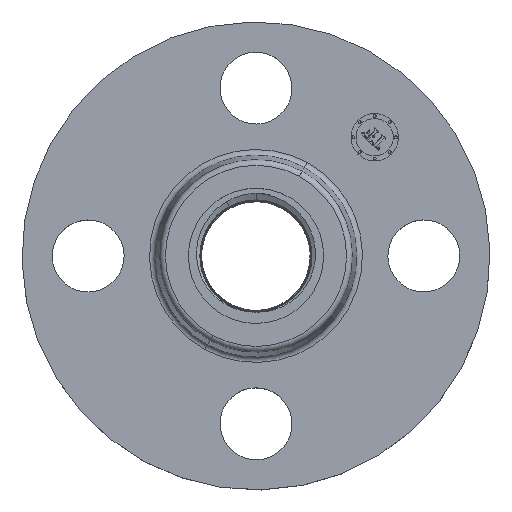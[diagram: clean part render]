
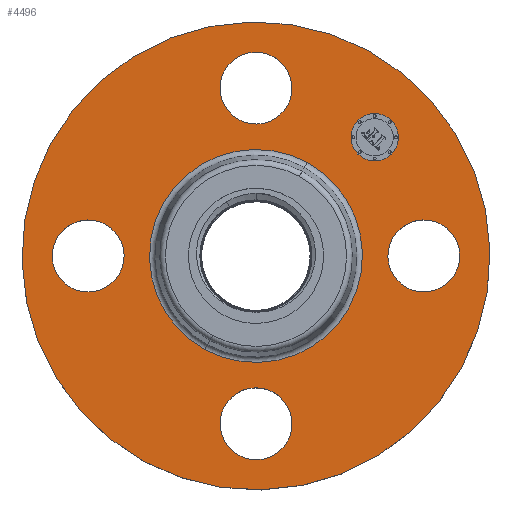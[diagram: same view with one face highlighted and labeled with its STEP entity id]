
A CAD part, top view. The second image highlights one B-rep face of the part: STEP entity #4496.
In plain terms, the highlighted planar face has unit normal (0, 0, 1).
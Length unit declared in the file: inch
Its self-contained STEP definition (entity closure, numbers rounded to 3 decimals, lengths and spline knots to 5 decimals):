
#434=AXIS2_PLACEMENT_3D('Circle Axis2P3D',#432,#433,$) ;
#446=AXIS2_PLACEMENT_3D('Circle Axis2P3D',#444,#445,$) ;
#470=AXIS2_PLACEMENT_3D('Circle Axis2P3D',#468,#469,$) ;
#489=AXIS2_PLACEMENT_3D('Circle Axis2P3D',#487,#488,$) ;
#506=AXIS2_PLACEMENT_3D('Circle Axis2P3D',#504,#505,$) ;
#541=AXIS2_PLACEMENT_3D('Circle Axis2P3D',#539,#540,$) ;
#663=AXIS2_PLACEMENT_3D('Circle Axis2P3D',#661,#662,$) ;
#675=AXIS2_PLACEMENT_3D('Circle Axis2P3D',#673,#674,$) ;
#706=AXIS2_PLACEMENT_3D('Circle Axis2P3D',#704,#705,$) ;
#718=AXIS2_PLACEMENT_3D('Circle Axis2P3D',#716,#717,$) ;
#749=AXIS2_PLACEMENT_3D('Circle Axis2P3D',#747,#748,$) ;
#761=AXIS2_PLACEMENT_3D('Circle Axis2P3D',#759,#760,$) ;
#4452=AXIS2_PLACEMENT_3D('Plane Axis2P3D',#4449,#4450,#4451) ;
#4480=AXIS2_PLACEMENT_3D('Circle Axis2P3D',#4478,#4479,$) ;
#4489=AXIS2_PLACEMENT_3D('Circle Axis2P3D',#4487,#4488,$) ;
#422=CARTESIAN_POINT('Vertex',(1.42091,0.17978,0.69)) ;
#429=CARTESIAN_POINT('Vertex',(2.07909,-0.17978,0.69)) ;
#432=CARTESIAN_POINT('Axis2P3D Location',(1.75,0.,0.69)) ;
#444=CARTESIAN_POINT('Axis2P3D Location',(1.75,0.,0.69)) ;
#465=CARTESIAN_POINT('Vertex',(1.1698,2.1413,0.69)) ;
#468=CARTESIAN_POINT('Axis2P3D Location',(0.,0.,0.69)) ;
#472=CARTESIAN_POINT('Vertex',(-1.1698,-2.1413,0.69)) ;
#487=CARTESIAN_POINT('Axis2P3D Location',(0.,0.,0.69)) ;
#504=CARTESIAN_POINT('Axis2P3D Location',(0.,0.,0.69)) ;
#508=CARTESIAN_POINT('Vertex',(0.53233,0.97442,0.69)) ;
#510=CARTESIAN_POINT('Vertex',(-0.53233,-0.97442,0.69)) ;
#539=CARTESIAN_POINT('Axis2P3D Location',(0.,0.,0.69)) ;
#651=CARTESIAN_POINT('Vertex',(-0.17978,1.42091,0.69)) ;
#658=CARTESIAN_POINT('Vertex',(0.17978,2.07909,0.69)) ;
#661=CARTESIAN_POINT('Axis2P3D Location',(0.,1.75,0.69)) ;
#673=CARTESIAN_POINT('Axis2P3D Location',(0.,1.75,0.69)) ;
#694=CARTESIAN_POINT('Vertex',(-1.42091,-0.17978,0.69)) ;
#701=CARTESIAN_POINT('Vertex',(-2.07909,0.17978,0.69)) ;
#704=CARTESIAN_POINT('Axis2P3D Location',(-1.75,0.,0.69)) ;
#716=CARTESIAN_POINT('Axis2P3D Location',(-1.75,0.,0.69)) ;
#737=CARTESIAN_POINT('Vertex',(0.17978,-1.42091,0.69)) ;
#744=CARTESIAN_POINT('Vertex',(-0.17978,-2.07909,0.69)) ;
#747=CARTESIAN_POINT('Axis2P3D Location',(0.,-1.75,0.69)) ;
#759=CARTESIAN_POINT('Axis2P3D Location',(0.,-1.75,0.69)) ;
#4449=CARTESIAN_POINT('Axis2P3D Location',(0.,2.44,0.69)) ;
#4478=CARTESIAN_POINT('Axis2P3D Location',(1.23744,1.23744,0.69)) ;
#4482=CARTESIAN_POINT('Vertex',(1.06243,1.41245,0.69)) ;
#4484=CARTESIAN_POINT('Vertex',(1.41245,1.06243,0.69)) ;
#4487=CARTESIAN_POINT('Axis2P3D Location',(1.23744,1.23744,0.69)) ;
#433=DIRECTION('Axis2P3D Direction',(0.,-0.,-0.039)) ;
#445=DIRECTION('Axis2P3D Direction',(0.,-0.,-0.039)) ;
#469=DIRECTION('Axis2P3D Direction',(0.,0.,-0.039)) ;
#488=DIRECTION('Axis2P3D Direction',(0.,0.,-0.039)) ;
#505=DIRECTION('Axis2P3D Direction',(0.,0.,-0.039)) ;
#540=DIRECTION('Axis2P3D Direction',(0.,0.,-0.039)) ;
#662=DIRECTION('Axis2P3D Direction',(0.,0.,-0.039)) ;
#674=DIRECTION('Axis2P3D Direction',(0.,0.,-0.039)) ;
#705=DIRECTION('Axis2P3D Direction',(-0.,0.,-0.039)) ;
#717=DIRECTION('Axis2P3D Direction',(-0.,0.,-0.039)) ;
#748=DIRECTION('Axis2P3D Direction',(0.,-0.,-0.039)) ;
#760=DIRECTION('Axis2P3D Direction',(0.,-0.,-0.039)) ;
#4450=DIRECTION('Axis2P3D Direction',(0.,0.,-0.039)) ;
#4451=DIRECTION('Axis2P3D XDirection',(0.039,0.,0.)) ;
#4479=DIRECTION('Axis2P3D Direction',(0.,0.,-0.039)) ;
#4488=DIRECTION('Axis2P3D Direction',(0.,0.,-0.039)) ;
#4455=ORIENTED_EDGE('',*,*,#474,.F.) ;
#4456=ORIENTED_EDGE('',*,*,#491,.F.) ;
#4459=ORIENTED_EDGE('',*,*,#436,.T.) ;
#4460=ORIENTED_EDGE('',*,*,#448,.T.) ;
#4463=ORIENTED_EDGE('',*,*,#543,.T.) ;
#4464=ORIENTED_EDGE('',*,*,#512,.T.) ;
#4467=ORIENTED_EDGE('',*,*,#763,.T.) ;
#4468=ORIENTED_EDGE('',*,*,#751,.T.) ;
#4471=ORIENTED_EDGE('',*,*,#720,.T.) ;
#4472=ORIENTED_EDGE('',*,*,#708,.T.) ;
#4475=ORIENTED_EDGE('',*,*,#677,.T.) ;
#4476=ORIENTED_EDGE('',*,*,#665,.T.) ;
#4493=ORIENTED_EDGE('',*,*,#4486,.T.) ;
#4494=ORIENTED_EDGE('',*,*,#4491,.T.) ;
#4461=FACE_BOUND('',#4458,.T.) ;
#4465=FACE_BOUND('',#4462,.T.) ;
#4469=FACE_BOUND('',#4466,.T.) ;
#4473=FACE_BOUND('',#4470,.T.) ;
#4477=FACE_BOUND('',#4474,.T.) ;
#4495=FACE_BOUND('',#4492,.T.) ;
#4496=ADVANCED_FACE('PartBody',(#4457,#4461,#4465,#4469,#4473,#4477,#4495),#4453,.F.) ;
#435=CIRCLE('generated circle',#434,0.375) ;
#447=CIRCLE('generated circle',#446,0.375) ;
#471=CIRCLE('generated circle',#470,2.44) ;
#490=CIRCLE('generated circle',#489,2.44) ;
#507=CIRCLE('generated circle',#506,1.11035) ;
#542=CIRCLE('generated circle',#541,1.11035) ;
#664=CIRCLE('generated circle',#663,0.375) ;
#676=CIRCLE('generated circle',#675,0.375) ;
#707=CIRCLE('generated circle',#706,0.375) ;
#719=CIRCLE('generated circle',#718,0.375) ;
#750=CIRCLE('generated circle',#749,0.375) ;
#762=CIRCLE('generated circle',#761,0.375) ;
#4481=CIRCLE('generated circle',#4480,0.2475) ;
#4490=CIRCLE('generated circle',#4489,0.2475) ;
#436=EDGE_CURVE('',#423,#430,#435,.T.) ;
#448=EDGE_CURVE('',#430,#423,#447,.T.) ;
#474=EDGE_CURVE('',#466,#473,#471,.T.) ;
#491=EDGE_CURVE('',#473,#466,#490,.T.) ;
#512=EDGE_CURVE('',#509,#511,#507,.T.) ;
#543=EDGE_CURVE('',#511,#509,#542,.T.) ;
#665=EDGE_CURVE('',#652,#659,#664,.T.) ;
#677=EDGE_CURVE('',#659,#652,#676,.T.) ;
#708=EDGE_CURVE('',#695,#702,#707,.T.) ;
#720=EDGE_CURVE('',#702,#695,#719,.T.) ;
#751=EDGE_CURVE('',#738,#745,#750,.T.) ;
#763=EDGE_CURVE('',#745,#738,#762,.T.) ;
#4486=EDGE_CURVE('',#4483,#4485,#4481,.T.) ;
#4491=EDGE_CURVE('',#4485,#4483,#4490,.T.) ;
#4454=EDGE_LOOP('',(#4455,#4456)) ;
#4458=EDGE_LOOP('',(#4459,#4460)) ;
#4462=EDGE_LOOP('',(#4463,#4464)) ;
#4466=EDGE_LOOP('',(#4467,#4468)) ;
#4470=EDGE_LOOP('',(#4471,#4472)) ;
#4474=EDGE_LOOP('',(#4475,#4476)) ;
#4492=EDGE_LOOP('',(#4493,#4494)) ;
#4457=FACE_OUTER_BOUND('',#4454,.T.) ;
#4453=PLANE('',#4452) ;
#423=VERTEX_POINT('',#422) ;
#430=VERTEX_POINT('',#429) ;
#466=VERTEX_POINT('',#465) ;
#473=VERTEX_POINT('',#472) ;
#509=VERTEX_POINT('',#508) ;
#511=VERTEX_POINT('',#510) ;
#652=VERTEX_POINT('',#651) ;
#659=VERTEX_POINT('',#658) ;
#695=VERTEX_POINT('',#694) ;
#702=VERTEX_POINT('',#701) ;
#738=VERTEX_POINT('',#737) ;
#745=VERTEX_POINT('',#744) ;
#4483=VERTEX_POINT('',#4482) ;
#4485=VERTEX_POINT('',#4484) ;
